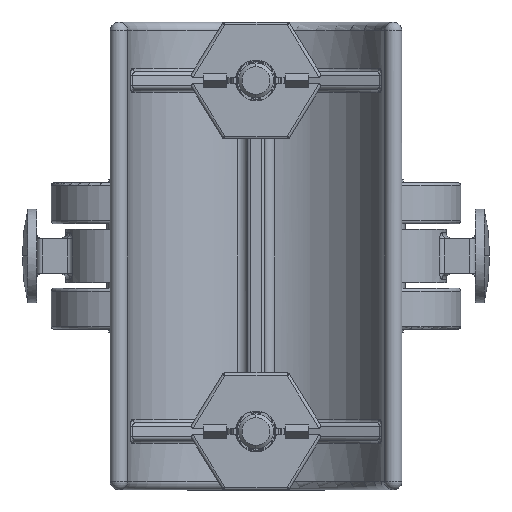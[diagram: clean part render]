
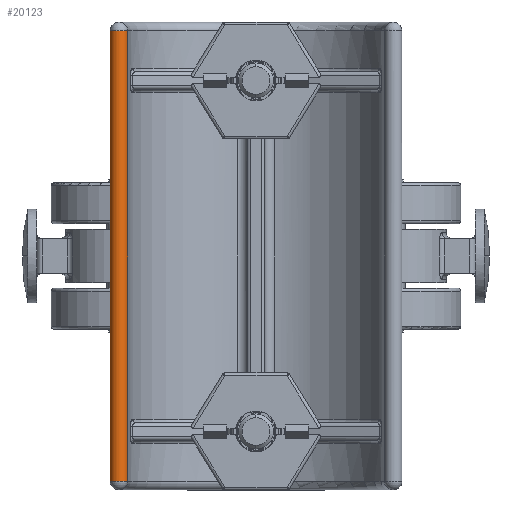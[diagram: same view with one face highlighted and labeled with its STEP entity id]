
A CAD part, front view. The second image highlights one B-rep face of the part: STEP entity #20123.
In plain terms, the highlighted cylindrical face has radius 1.5 mm (diameter 3 mm), a partial arc.
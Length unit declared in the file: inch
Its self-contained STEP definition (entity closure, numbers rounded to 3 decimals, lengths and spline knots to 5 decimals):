
#250 = LINE ( 'NONE', #19679, #10042 ) ;
#630 = AXIS2_PLACEMENT_3D ( 'NONE', #20944, #59903, #45614 ) ;
#2054 = AXIS2_PLACEMENT_3D ( 'NONE', #17619, #37194, #36880 ) ;
#4778 = CARTESIAN_POINT ( 'NONE',  ( -0.86438, -1.51952, 1.51575 ) ) ;
#7331 = CARTESIAN_POINT ( 'NONE',  ( -0.98237, -1.51575, -1.51575 ) ) ;
#7738 = CARTESIAN_POINT ( 'NONE',  ( -0.86438, -1.51952, -1.51575 ) ) ;
#8498 = CARTESIAN_POINT ( 'NONE',  ( -0.98237, -1.51575, 1.5748 ) ) ;
#9044 = FACE_OUTER_BOUND ( 'NONE', #33216, .T. ) ;
#9528 = CARTESIAN_POINT ( 'NONE',  ( -0.98237, -1.51575, 1.51575 ) ) ;
#10042 = VECTOR ( 'NONE', #43389, 39.37008 ) ;
#17619 = CARTESIAN_POINT ( 'NONE',  ( -0.92331, -1.51575, 1.51575 ) ) ;
#18879 = CIRCLE ( 'NONE', #630, 0.05906 ) ;
#19224 = ORIENTED_EDGE ( 'NONE', *, *, #27982, .F. ) ;
#19679 = CARTESIAN_POINT ( 'NONE',  ( -0.86438, -1.51952, 1.5748 ) ) ;
#20123 = ADVANCED_FACE ( 'NONE', ( #9044 ), #37825, .F. ) ;
#20349 = CIRCLE ( 'NONE', #2054, 0.05906 ) ;
#20944 = CARTESIAN_POINT ( 'NONE',  ( -0.92331, -1.51575, -1.51575 ) ) ;
#21512 = VERTEX_POINT ( 'NONE', #4778 ) ;
#23941 = DIRECTION ( 'NONE',  ( 0., 0., -1. ) ) ;
#27982 = EDGE_CURVE ( 'NONE', #60889, #21512, #250, .T. ) ;
#29108 = EDGE_CURVE ( 'NONE', #21512, #62038, #20349, .T. ) ;
#29174 = VERTEX_POINT ( 'NONE', #7331 ) ;
#33216 = EDGE_LOOP ( 'NONE', ( #58166, #43617, #53037, #19224 ) ) ;
#34078 = VECTOR ( 'NONE', #56688, 39.37008 ) ;
#36880 = DIRECTION ( 'NONE',  ( -1., 0., 0. ) ) ;
#37194 = DIRECTION ( 'NONE',  ( 0., 0., -1. ) ) ;
#37527 = CARTESIAN_POINT ( 'NONE',  ( -0.92331, -1.51575, 1.5748 ) ) ;
#37825 = CYLINDRICAL_SURFACE ( 'NONE', #56301, 0.05906 ) ;
#43389 = DIRECTION ( 'NONE',  ( 0., 0., 1. ) ) ;
#43617 = ORIENTED_EDGE ( 'NONE', *, *, #43619, .T. ) ;
#43619 = EDGE_CURVE ( 'NONE', #29174, #62038, #47752, .T. ) ;
#45614 = DIRECTION ( 'NONE',  ( -1., 0., 0. ) ) ;
#47752 = LINE ( 'NONE', #8498, #34078 ) ;
#53037 = ORIENTED_EDGE ( 'NONE', *, *, #29108, .F. ) ;
#54000 = EDGE_CURVE ( 'NONE', #29174, #60889, #18879, .T. ) ;
#56301 = AXIS2_PLACEMENT_3D ( 'NONE', #37527, #23941, #62609 ) ;
#56688 = DIRECTION ( 'NONE',  ( 0., 0., 1. ) ) ;
#58166 = ORIENTED_EDGE ( 'NONE', *, *, #54000, .F. ) ;
#59903 = DIRECTION ( 'NONE',  ( 0., 0., 1. ) ) ;
#60889 = VERTEX_POINT ( 'NONE', #7738 ) ;
#62038 = VERTEX_POINT ( 'NONE', #9528 ) ;
#62609 = DIRECTION ( 'NONE',  ( -1., 0., 0. ) ) ;
